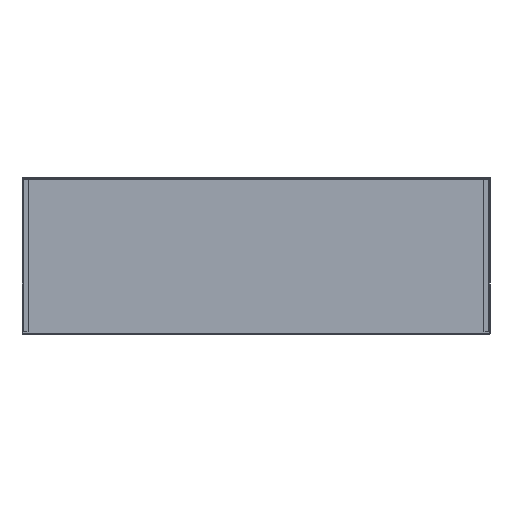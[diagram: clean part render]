
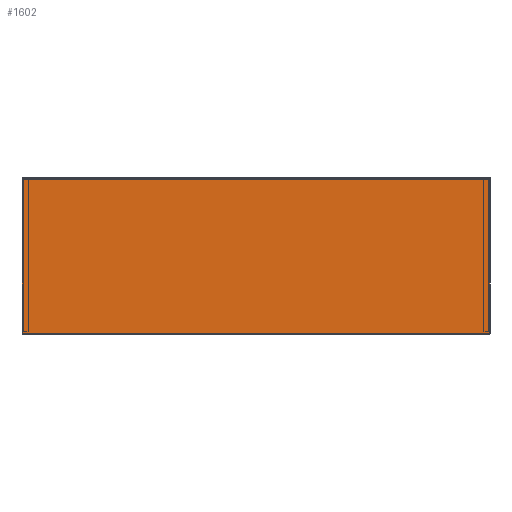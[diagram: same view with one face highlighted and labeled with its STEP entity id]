
A CAD part, left-side view. The second image highlights one B-rep face of the part: STEP entity #1602.
In plain terms, the highlighted planar face has unit normal (-1, 0, 0).
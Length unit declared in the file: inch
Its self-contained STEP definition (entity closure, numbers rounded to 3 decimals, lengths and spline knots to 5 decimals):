
#307 = EDGE_CURVE ( 'NONE', #5406, #5188, #1626, .T. ) ;
#512 = CARTESIAN_POINT ( 'NONE',  ( -24., -24., 15.857 ) ) ;
#796 = CARTESIAN_POINT ( 'NONE',  ( -24., -24., 0.095 ) ) ;
#1129 = PLANE ( 'NONE',  #6313 ) ;
#1262 = CARTESIAN_POINT ( 'NONE',  ( -24., 24., 0.095 ) ) ;
#1524 = VECTOR ( 'NONE', #5261, 39.37008 ) ;
#1602 = ADVANCED_FACE ( 'NONE', ( #7416 ), #1129, .T. ) ;
#1606 = CARTESIAN_POINT ( 'NONE',  ( -24., -24., 0.143 ) ) ;
#1626 = LINE ( 'NONE', #2883, #2501 ) ;
#2390 = DIRECTION ( 'NONE',  ( -1., 0., 0. ) ) ;
#2472 = VERTEX_POINT ( 'NONE', #512 ) ;
#2501 = VECTOR ( 'NONE', #4107, 39.37008 ) ;
#2553 = EDGE_LOOP ( 'NONE', ( #7886, #2610, #5702, #5051 ) ) ;
#2610 = ORIENTED_EDGE ( 'NONE', *, *, #307, .F. ) ;
#2740 = LINE ( 'NONE', #796, #5519 ) ;
#2883 = CARTESIAN_POINT ( 'NONE',  ( -24., -24., 0.143 ) ) ;
#3450 = CARTESIAN_POINT ( 'NONE',  ( -24., 24., 0.143 ) ) ;
#3716 = CARTESIAN_POINT ( 'NONE',  ( -24., 24., 0.08553 ) ) ;
#3736 = DIRECTION ( 'NONE',  ( 0., 0., -1. ) ) ;
#3874 = LINE ( 'NONE', #4000, #1524 ) ;
#4000 = CARTESIAN_POINT ( 'NONE',  ( -24., -24., 15.857 ) ) ;
#4071 = EDGE_CURVE ( 'NONE', #5406, #2472, #2740, .T. ) ;
#4107 = DIRECTION ( 'NONE',  ( 0., 1., 0. ) ) ;
#4177 = VERTEX_POINT ( 'NONE', #5386 ) ;
#4896 = EDGE_CURVE ( 'NONE', #4177, #5188, #6825, .T. ) ;
#5051 = ORIENTED_EDGE ( 'NONE', *, *, #5767, .F. ) ;
#5188 = VERTEX_POINT ( 'NONE', #3450 ) ;
#5261 = DIRECTION ( 'NONE',  ( 0., -1., 0. ) ) ;
#5386 = CARTESIAN_POINT ( 'NONE',  ( -24., 24., 15.857 ) ) ;
#5406 = VERTEX_POINT ( 'NONE', #1606 ) ;
#5519 = VECTOR ( 'NONE', #5789, 39.37008 ) ;
#5559 = DIRECTION ( 'NONE',  ( 0., 0., 1. ) ) ;
#5702 = ORIENTED_EDGE ( 'NONE', *, *, #4071, .T. ) ;
#5767 = EDGE_CURVE ( 'NONE', #4177, #2472, #3874, .T. ) ;
#5789 = DIRECTION ( 'NONE',  ( 0., 0., 1. ) ) ;
#6313 = AXIS2_PLACEMENT_3D ( 'NONE', #3716, #2390, #5559 ) ;
#6703 = VECTOR ( 'NONE', #3736, 39.37008 ) ;
#6825 = LINE ( 'NONE', #1262, #6703 ) ;
#7416 = FACE_OUTER_BOUND ( 'NONE', #2553, .T. ) ;
#7886 = ORIENTED_EDGE ( 'NONE', *, *, #4896, .T. ) ;
